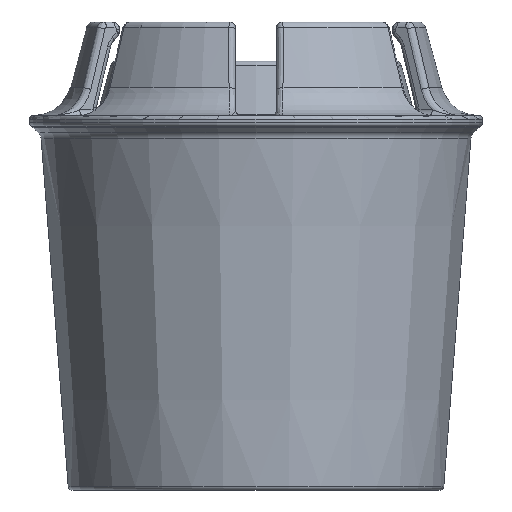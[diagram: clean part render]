
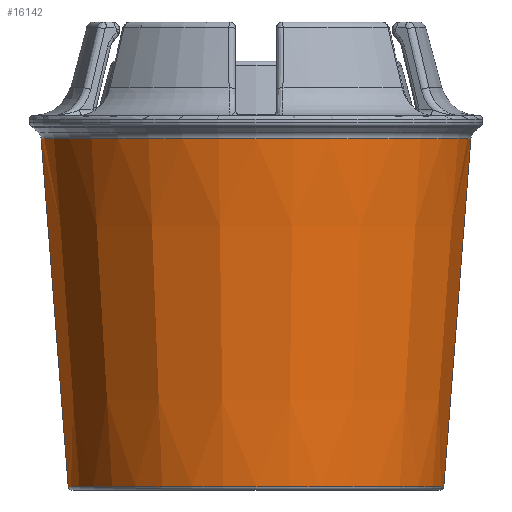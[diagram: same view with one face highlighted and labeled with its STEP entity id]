
A CAD part, front view. The second image highlights one B-rep face of the part: STEP entity #16142.
In plain terms, the highlighted conical face has half-angle 4.453 degrees and reference radius 11.185 mm.
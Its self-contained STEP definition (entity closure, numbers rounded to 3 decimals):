
#520 = VERTEX_POINT ( 'NONE', #20731 ) ;
#781 = FACE_OUTER_BOUND ( 'NONE', #24617, .T. ) ;
#4144 = ORIENTED_EDGE ( 'NONE', *, *, #14418, .T. ) ;
#4250 = CIRCLE ( 'NONE', #14209, 11.479 ) ;
#4619 = ORIENTED_EDGE ( 'NONE', *, *, #8688, .T. ) ;
#4982 = ORIENTED_EDGE ( 'NONE', *, *, #10061, .T. ) ;
#6451 = DIRECTION ( 'NONE',  ( 0., 0., 1. ) ) ;
#7200 = VERTEX_POINT ( 'NONE', #14438 ) ;
#7617 = VERTEX_POINT ( 'NONE', #15405 ) ;
#8688 = EDGE_CURVE ( 'NONE', #7200, #15056, #30122, .T. ) ;
#10061 = EDGE_CURVE ( 'NONE', #15056, #7617, #4250, .T. ) ;
#10609 = CARTESIAN_POINT ( 'NONE',  ( 11.185, 0., -63.317 ) ) ;
#13313 = DIRECTION ( 'NONE',  ( 1., 0., 0. ) ) ;
#13524 = CARTESIAN_POINT ( 'NONE',  ( 0., 0., -78.133 ) ) ;
#13644 = CIRCLE ( 'NONE', #29316, 10.031 ) ;
#14209 = AXIS2_PLACEMENT_3D ( 'NONE', #19877, #22211, #17536 ) ;
#14418 = EDGE_CURVE ( 'NONE', #520, #7200, #13644, .T. ) ;
#14438 = CARTESIAN_POINT ( 'NONE',  ( 10.031, 0., -78.133 ) ) ;
#15056 = VERTEX_POINT ( 'NONE', #21971 ) ;
#15405 = CARTESIAN_POINT ( 'NONE',  ( -11.479, 0., -59.544 ) ) ;
#16142 = ADVANCED_FACE ( 'NONE', ( #781 ), #16458, .T. ) ;
#16458 = CONICAL_SURFACE ( 'NONE', #21598, 11.185, 0.078 ) ;
#17536 = DIRECTION ( 'NONE',  ( 1., 0., 0. ) ) ;
#17883 = LINE ( 'NONE', #28730, #27311 ) ;
#18236 = EDGE_CURVE ( 'NONE', #520, #7617, #17883, .T. ) ;
#18350 = ORIENTED_EDGE ( 'NONE', *, *, #18236, .F. ) ;
#19702 = DIRECTION ( 'NONE',  ( 0.078, 0., 0.997 ) ) ;
#19877 = CARTESIAN_POINT ( 'NONE',  ( 0., 0., -59.544 ) ) ;
#20731 = CARTESIAN_POINT ( 'NONE',  ( -10.031, 0., -78.133 ) ) ;
#21598 = AXIS2_PLACEMENT_3D ( 'NONE', #27179, #27279, #13313 ) ;
#21971 = CARTESIAN_POINT ( 'NONE',  ( 11.479, 0., -59.544 ) ) ;
#22211 = DIRECTION ( 'NONE',  ( 0., 0., -1. ) ) ;
#24617 = EDGE_LOOP ( 'NONE', ( #18350, #4144, #4619, #4982 ) ) ;
#26182 = VECTOR ( 'NONE', #19702, 1000. ) ;
#27179 = CARTESIAN_POINT ( 'NONE',  ( 0., 0., -63.317 ) ) ;
#27279 = DIRECTION ( 'NONE',  ( 0., 0., 1. ) ) ;
#27311 = VECTOR ( 'NONE', #28522, 1000. ) ;
#28522 = DIRECTION ( 'NONE',  ( -0.078, 0., 0.997 ) ) ;
#28730 = CARTESIAN_POINT ( 'NONE',  ( -11.185, 0., -63.317 ) ) ;
#29316 = AXIS2_PLACEMENT_3D ( 'NONE', #13524, #6451, #29511 ) ;
#29511 = DIRECTION ( 'NONE',  ( 1., 0., 0. ) ) ;
#30122 = LINE ( 'NONE', #10609, #26182 ) ;
